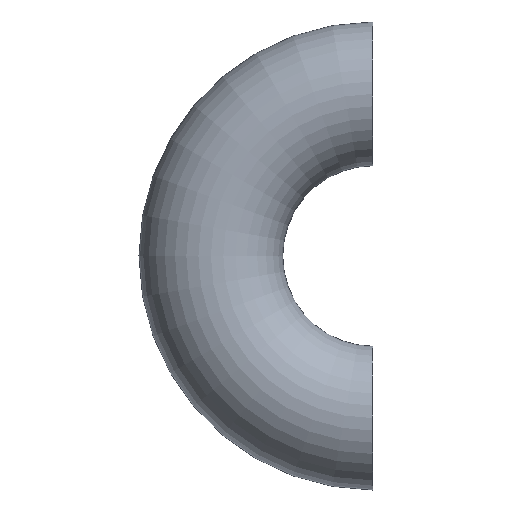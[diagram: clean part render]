
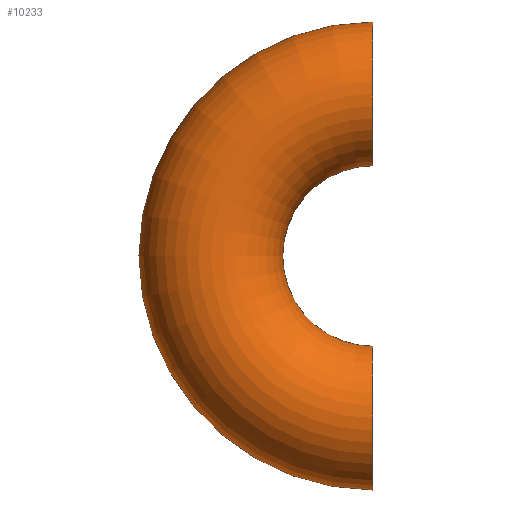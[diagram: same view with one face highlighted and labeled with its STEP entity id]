
A CAD part, left-side view. The second image highlights one B-rep face of the part: STEP entity #10233.
In plain terms, the highlighted toroidal (fillet/blend) face has major radius 38 mm and minor radius 16.85 mm.
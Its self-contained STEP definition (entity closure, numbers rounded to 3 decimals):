
#366 = CIRCLE ( 'NONE', #842, 16.85 ) ;
#661 = DIRECTION ( 'NONE',  ( 0., 1., 0. ) ) ;
#842 = AXIS2_PLACEMENT_3D ( 'NONE', #4066, #661, #6671 ) ;
#1642 = DIRECTION ( 'NONE',  ( -1., 0., 0. ) ) ;
#1753 = CIRCLE ( 'NONE', #9491, 16.85 ) ;
#1939 = EDGE_CURVE ( 'NONE', #10034, #7880, #1753, .T. ) ;
#2173 = CARTESIAN_POINT ( 'NONE',  ( 0., 0., 21.15 ) ) ;
#2508 = EDGE_CURVE ( 'NONE', #7880, #10155, #7526, .T. ) ;
#2722 = DIRECTION ( 'NONE',  ( -1., 0., 0. ) ) ;
#3423 = CIRCLE ( 'NONE', #8577, 54.85 ) ;
#3438 = VERTEX_POINT ( 'NONE', #6364 ) ;
#3460 = DIRECTION ( 'NONE',  ( 0., 0., 1. ) ) ;
#4066 = CARTESIAN_POINT ( 'NONE',  ( 0., 0., -38. ) ) ;
#4740 = EDGE_LOOP ( 'NONE', ( #9461, #4850, #8245, #7042 ) ) ;
#4850 = ORIENTED_EDGE ( 'NONE', *, *, #9894, .T. ) ;
#4965 = EDGE_CURVE ( 'NONE', #3438, #10155, #366, .T. ) ;
#5226 = AXIS2_PLACEMENT_3D ( 'NONE', #9620, #2722, #5308 ) ;
#5308 = DIRECTION ( 'NONE',  ( 0., 0., 1. ) ) ;
#5826 = CARTESIAN_POINT ( 'NONE',  ( 0., 0., -21.15 ) ) ;
#5960 = DIRECTION ( 'NONE',  ( 0., 0., 1. ) ) ;
#6039 = CARTESIAN_POINT ( 'NONE',  ( 0., 0., 54.85 ) ) ;
#6043 = DIRECTION ( 'NONE',  ( 0., 0., -1. ) ) ;
#6123 = TOROIDAL_SURFACE ( 'NONE', #9204, 38., 16.85 ) ;
#6364 = CARTESIAN_POINT ( 'NONE',  ( 0., 0., -54.85 ) ) ;
#6671 = DIRECTION ( 'NONE',  ( 0., 0., 1. ) ) ;
#6849 = CARTESIAN_POINT ( 'NONE',  ( 0., 0., 0. ) ) ;
#7042 = ORIENTED_EDGE ( 'NONE', *, *, #2508, .F. ) ;
#7526 = CIRCLE ( 'NONE', #5226, 21.15 ) ;
#7880 = VERTEX_POINT ( 'NONE', #2173 ) ;
#8245 = ORIENTED_EDGE ( 'NONE', *, *, #4965, .T. ) ;
#8577 = AXIS2_PLACEMENT_3D ( 'NONE', #8621, #1642, #5960 ) ;
#8621 = CARTESIAN_POINT ( 'NONE',  ( 0., 0., 0. ) ) ;
#8624 = CARTESIAN_POINT ( 'NONE',  ( 0., 0., 38. ) ) ;
#9204 = AXIS2_PLACEMENT_3D ( 'NONE', #6849, #10300, #3460 ) ;
#9461 = ORIENTED_EDGE ( 'NONE', *, *, #1939, .F. ) ;
#9491 = AXIS2_PLACEMENT_3D ( 'NONE', #8624, #10284, #6043 ) ;
#9620 = CARTESIAN_POINT ( 'NONE',  ( 0., 0., 0. ) ) ;
#9763 = FACE_OUTER_BOUND ( 'NONE', #4740, .T. ) ;
#9894 = EDGE_CURVE ( 'NONE', #10034, #3438, #3423, .T. ) ;
#10034 = VERTEX_POINT ( 'NONE', #6039 ) ;
#10155 = VERTEX_POINT ( 'NONE', #5826 ) ;
#10233 = ADVANCED_FACE ( 'NONE', ( #9763 ), #6123, .T. ) ;
#10284 = DIRECTION ( 'NONE',  ( 0., -1., 0. ) ) ;
#10300 = DIRECTION ( 'NONE',  ( -1., 0., 0. ) ) ;
